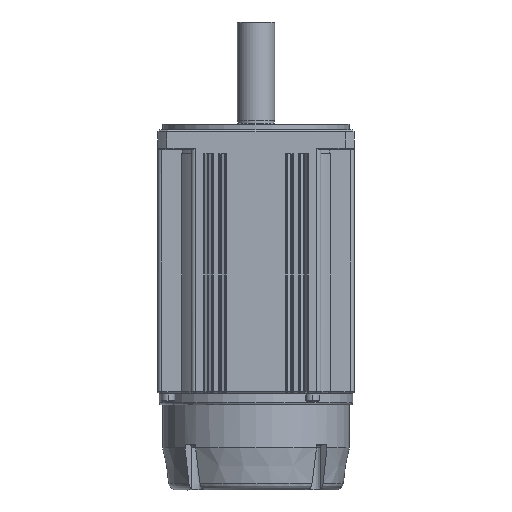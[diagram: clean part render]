
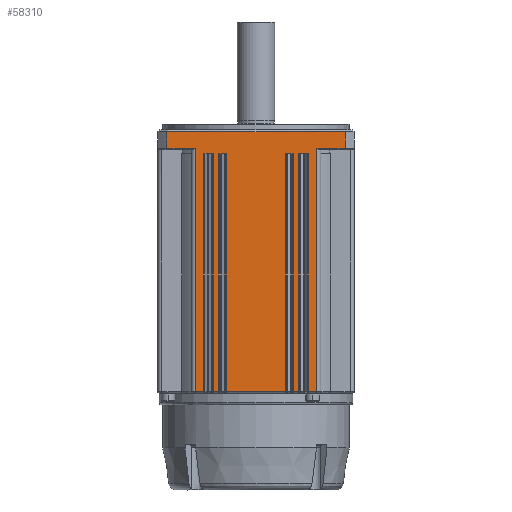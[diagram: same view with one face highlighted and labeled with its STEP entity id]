
A CAD part, left-side view. The second image highlights one B-rep face of the part: STEP entity #58310.
In plain terms, the highlighted planar face has unit normal (-1, 0, 0).
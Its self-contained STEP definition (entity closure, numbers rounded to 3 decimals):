
#48644=CARTESIAN_POINT('',(-50.,-18.864,-95.7));
#48645=VERTEX_POINT('',#48644);
#48655=CARTESIAN_POINT('',(-50.,-21.671,-95.7));
#48656=VERTEX_POINT('',#48655);
#48665=CARTESIAN_POINT('',(-50.,-18.864,-95.7));
#48666=DIRECTION('',(0.,-1.,0.));
#48667=VECTOR('',#48666,2.808);
#48668=LINE('',#48665,#48667);
#48669=EDGE_CURVE('',#48645,#48656,#48668,.T.);
#48817=CARTESIAN_POINT('',(-50.,-15.185,-95.7));
#48818=VERTEX_POINT('',#48817);
#48827=CARTESIAN_POINT('',(-50.,15.185,-95.7));
#48828=VERTEX_POINT('',#48827);
#48829=CARTESIAN_POINT('',(-50.,15.185,-95.7));
#48830=DIRECTION('',(0.,-1.,0.));
#48831=VECTOR('',#48830,30.371);
#48832=LINE('',#48829,#48831);
#48833=EDGE_CURVE('',#48828,#48818,#48832,.T.);
#48990=CARTESIAN_POINT('',(-50.,18.864,-95.7));
#48991=VERTEX_POINT('',#48990);
#49000=CARTESIAN_POINT('',(-50.,21.671,-95.7));
#49001=VERTEX_POINT('',#49000);
#49002=CARTESIAN_POINT('',(-50.,21.671,-95.7));
#49003=DIRECTION('',(0.,-1.,0.));
#49004=VECTOR('',#49003,2.808);
#49005=LINE('',#49002,#49004);
#49006=EDGE_CURVE('',#49001,#48991,#49005,.T.);
#49163=CARTESIAN_POINT('',(-50.,26.525,-95.7));
#49164=VERTEX_POINT('',#49163);
#49173=CARTESIAN_POINT('',(-50.,31.,-95.7));
#49174=VERTEX_POINT('',#49173);
#49175=CARTESIAN_POINT('',(-50.,31.,-95.7));
#49176=DIRECTION('',(0.,-1.,0.));
#49177=VECTOR('',#49176,4.475);
#49178=LINE('',#49175,#49177);
#49179=EDGE_CURVE('',#49174,#49164,#49178,.T.);
#51623=CARTESIAN_POINT('',(-50.,-31.,-95.7));
#51624=VERTEX_POINT('',#51623);
#54148=CARTESIAN_POINT('',(-50.,-26.525,-95.7));
#54149=VERTEX_POINT('',#54148);
#54160=CARTESIAN_POINT('',(-50.,-26.525,-95.7));
#54161=DIRECTION('',(0.,-1.,0.));
#54162=VECTOR('',#54161,4.475);
#54163=LINE('',#54160,#54162);
#54164=EDGE_CURVE('',#54149,#51624,#54163,.T.);
#54292=CARTESIAN_POINT('',(-50.,-21.671,25.45));
#54293=VERTEX_POINT('',#54292);
#54301=CARTESIAN_POINT('',(-50.,-21.671,-95.7));
#54302=DIRECTION('',(0.,0.,1.));
#54303=VECTOR('',#54302,121.15);
#54304=LINE('',#54301,#54303);
#54305=EDGE_CURVE('',#48656,#54293,#54304,.T.);
#54316=CARTESIAN_POINT('',(-50.,-18.864,25.45));
#54317=VERTEX_POINT('',#54316);
#54318=CARTESIAN_POINT('',(-50.,-18.864,-95.7));
#54319=DIRECTION('',(0.,0.,1.));
#54320=VECTOR('',#54319,121.15);
#54321=LINE('',#54318,#54320);
#54322=EDGE_CURVE('',#48645,#54317,#54321,.T.);
#54342=CARTESIAN_POINT('',(-50.,-15.185,25.45));
#54343=VERTEX_POINT('',#54342);
#54351=CARTESIAN_POINT('',(-50.,-15.185,-95.7));
#54352=DIRECTION('',(0.,0.,1.));
#54353=VECTOR('',#54352,121.15);
#54354=LINE('',#54351,#54353);
#54355=EDGE_CURVE('',#48818,#54343,#54354,.T.);
#54366=CARTESIAN_POINT('',(-50.,15.185,25.45));
#54367=VERTEX_POINT('',#54366);
#54368=CARTESIAN_POINT('',(-50.,15.185,-95.7));
#54369=DIRECTION('',(0.,0.,1.));
#54370=VECTOR('',#54369,121.15);
#54371=LINE('',#54368,#54370);
#54372=EDGE_CURVE('',#48828,#54367,#54371,.T.);
#54392=CARTESIAN_POINT('',(-50.,18.864,25.45));
#54393=VERTEX_POINT('',#54392);
#54401=CARTESIAN_POINT('',(-50.,18.864,-95.7));
#54402=DIRECTION('',(0.,0.,1.));
#54403=VECTOR('',#54402,121.15);
#54404=LINE('',#54401,#54403);
#54405=EDGE_CURVE('',#48991,#54393,#54404,.T.);
#54416=CARTESIAN_POINT('',(-50.,21.671,25.45));
#54417=VERTEX_POINT('',#54416);
#54418=CARTESIAN_POINT('',(-50.,21.671,-95.7));
#54419=DIRECTION('',(0.,0.,1.));
#54420=VECTOR('',#54419,121.15);
#54421=LINE('',#54418,#54420);
#54422=EDGE_CURVE('',#49001,#54417,#54421,.T.);
#54442=CARTESIAN_POINT('',(-50.,26.525,25.45));
#54443=VERTEX_POINT('',#54442);
#54451=CARTESIAN_POINT('',(-50.,26.525,-95.7));
#54452=DIRECTION('',(0.,0.,1.));
#54453=VECTOR('',#54452,121.15);
#54454=LINE('',#54451,#54453);
#54455=EDGE_CURVE('',#49164,#54443,#54454,.T.);
#54859=CARTESIAN_POINT('',(-50.,-26.525,25.45));
#54860=VERTEX_POINT('',#54859);
#54861=CARTESIAN_POINT('',(-50.,-26.525,-95.7));
#54862=DIRECTION('',(0.,0.,1.));
#54863=VECTOR('',#54862,121.15);
#54864=LINE('',#54861,#54863);
#54865=EDGE_CURVE('',#54149,#54860,#54864,.T.);
#58212=CARTESIAN_POINT('',(-50.,0.,-29.019));
#58213=DIRECTION('',(0.,0.,-1.));
#58214=DIRECTION('',(-1.,-0.,-0.));
#58215=AXIS2_PLACEMENT_3D('',#58212,#58214,#58213);
#58216=PLANE('',#58215);
#58217=CARTESIAN_POINT('',(-50.,45.346,36.45));
#58218=VERTEX_POINT('',#58217);
#58219=CARTESIAN_POINT('',(-50.,-45.346,36.45));
#58220=VERTEX_POINT('',#58219);
#58221=CARTESIAN_POINT('',(-50.,45.346,36.45));
#58222=DIRECTION('',(0.,-1.,0.));
#58223=VECTOR('',#58222,90.692);
#58224=LINE('',#58221,#58223);
#58225=EDGE_CURVE('',#58218,#58220,#58224,.T.);
#58226=ORIENTED_EDGE('',*,*,#58225,.F.);
#58227=CARTESIAN_POINT('',(-50.,45.346,28.25));
#58228=VERTEX_POINT('',#58227);
#58229=CARTESIAN_POINT('',(-50.,45.346,28.25));
#58230=DIRECTION('',(0.,0.,1.));
#58231=VECTOR('',#58230,8.2);
#58232=LINE('',#58229,#58231);
#58233=EDGE_CURVE('',#58228,#58218,#58232,.T.);
#58234=ORIENTED_EDGE('',*,*,#58233,.F.);
#58235=CARTESIAN_POINT('',(-50.,31.,28.25));
#58236=VERTEX_POINT('',#58235);
#58237=CARTESIAN_POINT('',(-50.,31.,28.25));
#58238=DIRECTION('',(0.,1.,0.));
#58239=VECTOR('',#58238,14.346);
#58240=LINE('',#58237,#58239);
#58241=EDGE_CURVE('',#58236,#58228,#58240,.T.);
#58242=ORIENTED_EDGE('',*,*,#58241,.F.);
#58243=CARTESIAN_POINT('',(-50.,31.,-95.7));
#58244=DIRECTION('',(0.,0.,1.));
#58245=VECTOR('',#58244,123.95);
#58246=LINE('',#58243,#58245);
#58247=EDGE_CURVE('',#49174,#58236,#58246,.T.);
#58248=ORIENTED_EDGE('',*,*,#58247,.F.);
#58249=ORIENTED_EDGE('',*,*,#49179,.T.);
#58250=ORIENTED_EDGE('',*,*,#54455,.T.);
#58251=CARTESIAN_POINT('',(-50.,21.671,25.45));
#58252=DIRECTION('',(0.,1.,0.));
#58253=VECTOR('',#58252,4.854);
#58254=LINE('',#58251,#58253);
#58255=EDGE_CURVE('',#54417,#54443,#58254,.T.);
#58256=ORIENTED_EDGE('',*,*,#58255,.F.);
#58257=ORIENTED_EDGE('',*,*,#54422,.F.);
#58258=ORIENTED_EDGE('',*,*,#49006,.T.);
#58259=ORIENTED_EDGE('',*,*,#54405,.T.);
#58260=CARTESIAN_POINT('',(-50.,15.185,25.45));
#58261=DIRECTION('',(0.,1.,0.));
#58262=VECTOR('',#58261,3.678);
#58263=LINE('',#58260,#58262);
#58264=EDGE_CURVE('',#54367,#54393,#58263,.T.);
#58265=ORIENTED_EDGE('',*,*,#58264,.F.);
#58266=ORIENTED_EDGE('',*,*,#54372,.F.);
#58267=ORIENTED_EDGE('',*,*,#48833,.T.);
#58268=ORIENTED_EDGE('',*,*,#54355,.T.);
#58269=CARTESIAN_POINT('',(-50.,-18.864,25.45));
#58270=DIRECTION('',(0.,1.,0.));
#58271=VECTOR('',#58270,3.678);
#58272=LINE('',#58269,#58271);
#58273=EDGE_CURVE('',#54317,#54343,#58272,.T.);
#58274=ORIENTED_EDGE('',*,*,#58273,.F.);
#58275=ORIENTED_EDGE('',*,*,#54322,.F.);
#58276=ORIENTED_EDGE('',*,*,#48669,.T.);
#58277=ORIENTED_EDGE('',*,*,#54305,.T.);
#58278=CARTESIAN_POINT('',(-50.,-26.525,25.45));
#58279=DIRECTION('',(0.,1.,0.));
#58280=VECTOR('',#58279,4.854);
#58281=LINE('',#58278,#58280);
#58282=EDGE_CURVE('',#54860,#54293,#58281,.T.);
#58283=ORIENTED_EDGE('',*,*,#58282,.F.);
#58284=ORIENTED_EDGE('',*,*,#54865,.F.);
#58285=ORIENTED_EDGE('',*,*,#54164,.T.);
#58286=CARTESIAN_POINT('',(-50.,-31.,28.25));
#58287=VERTEX_POINT('',#58286);
#58288=CARTESIAN_POINT('',(-50.,-31.,-95.7));
#58289=DIRECTION('',(0.,0.,1.));
#58290=VECTOR('',#58289,123.95);
#58291=LINE('',#58288,#58290);
#58292=EDGE_CURVE('',#51624,#58287,#58291,.T.);
#58293=ORIENTED_EDGE('',*,*,#58292,.T.);
#58294=CARTESIAN_POINT('',(-50.,-45.346,28.25));
#58295=VERTEX_POINT('',#58294);
#58296=CARTESIAN_POINT('',(-50.,-45.346,28.25));
#58297=DIRECTION('',(0.,1.,0.));
#58298=VECTOR('',#58297,14.346);
#58299=LINE('',#58296,#58298);
#58300=EDGE_CURVE('',#58295,#58287,#58299,.T.);
#58301=ORIENTED_EDGE('',*,*,#58300,.F.);
#58302=CARTESIAN_POINT('',(-50.,-45.346,36.45));
#58303=DIRECTION('',(0.,0.,-1.));
#58304=VECTOR('',#58303,8.2);
#58305=LINE('',#58302,#58304);
#58306=EDGE_CURVE('',#58220,#58295,#58305,.T.);
#58307=ORIENTED_EDGE('',*,*,#58306,.F.);
#58308=EDGE_LOOP('',(#58226,#58234,#58242,#58248,#58249,#58250,#58256,#58257,#58258,#58259,#58265,#58266,#58267,#58268,#58274,#58275,#58276,#58277,#58283,#58284,#58285,#58293,#58301,#58307));
#58309=FACE_OUTER_BOUND('',#58308,.T.);
#58310=ADVANCED_FACE('',(#58309),#58216,.T.);
